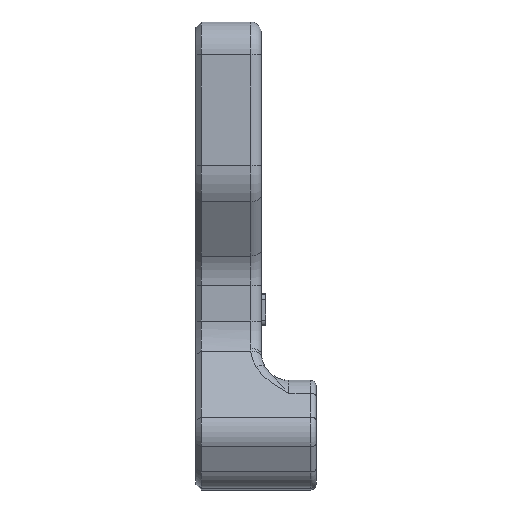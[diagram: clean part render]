
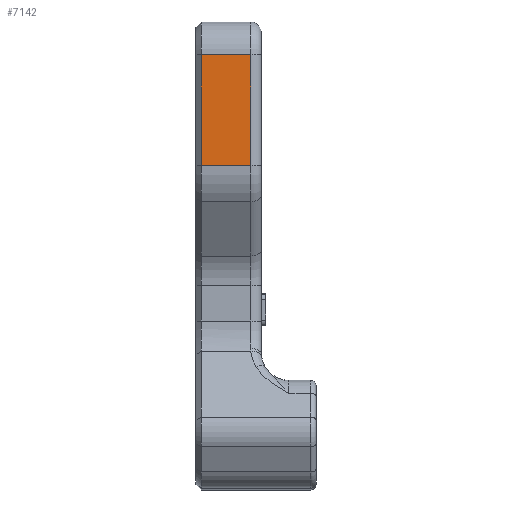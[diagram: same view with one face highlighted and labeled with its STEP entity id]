
A CAD part, left-side view. The second image highlights one B-rep face of the part: STEP entity #7142.
In plain terms, the highlighted planar face has unit normal (-1, 0, 0).
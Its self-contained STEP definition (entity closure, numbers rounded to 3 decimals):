
#1028=FACE_OUTER_BOUND('',#1481,.T.);
#1481=EDGE_LOOP('',(#5819,#5820,#5821,#5822));
#1984=LINE('',#11981,#2596);
#2056=LINE('',#12214,#2668);
#2057=LINE('',#12217,#2669);
#2058=LINE('',#12218,#2670);
#2596=VECTOR('',#9329,10.);
#2668=VECTOR('',#9543,12.25);
#2669=VECTOR('',#9546,10.);
#2670=VECTOR('',#9547,10.);
#3218=VERTEX_POINT('',#11977);
#3220=VERTEX_POINT('',#11980);
#3290=VERTEX_POINT('',#12212);
#3291=VERTEX_POINT('',#12216);
#4067=EDGE_CURVE('',#3220,#3218,#1984,.T.);
#4176=EDGE_CURVE('',#3218,#3290,#2056,.T.);
#4177=EDGE_CURVE('',#3290,#3291,#2057,.T.);
#4178=EDGE_CURVE('',#3291,#3220,#2058,.T.);
#5819=ORIENTED_EDGE('',*,*,#4067,.T.);
#5820=ORIENTED_EDGE('',*,*,#4176,.T.);
#5821=ORIENTED_EDGE('',*,*,#4177,.T.);
#5822=ORIENTED_EDGE('',*,*,#4178,.T.);
#6822=PLANE('',#7830);
#7142=ADVANCED_FACE('',(#1028),#6822,.T.);
#7830=AXIS2_PLACEMENT_3D('',#12215,#9544,#9545);
#9329=DIRECTION('',(0.,0.,-1.));
#9543=DIRECTION('',(0.,-1.,0.));
#9544=DIRECTION('center_axis',(-1.,0.,0.));
#9545=DIRECTION('ref_axis',(0.,0.,
-1.));
#9546=DIRECTION('',(0.,0.,1.));
#9547=DIRECTION('',(0.,1.,0.));
#11977=CARTESIAN_POINT('',(140.1,324.5,-336.811));
#11980=CARTESIAN_POINT('',(140.1,324.5,-316.5));
#11981=CARTESIAN_POINT('',(140.1,324.5,-354.965));
#12212=CARTESIAN_POINT('',(140.1,315.5,-336.811));
#12214=CARTESIAN_POINT('',(140.1,325.5,-336.811));
#12215=CARTESIAN_POINT('Origin',(140.1,325.5,-335.093));
#12216=CARTESIAN_POINT('',(140.1,315.5,-316.5));
#12217=CARTESIAN_POINT('',(140.1,315.5,-354.965));
#12218=CARTESIAN_POINT('',(140.1,325.5,-316.5));
